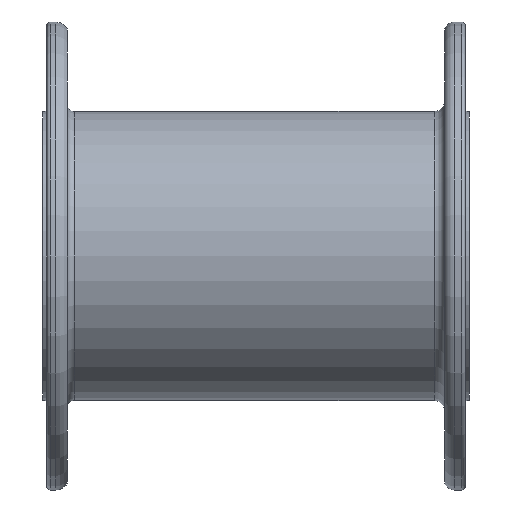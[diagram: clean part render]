
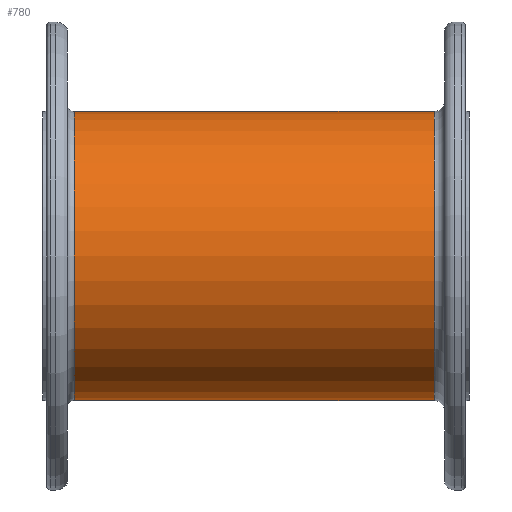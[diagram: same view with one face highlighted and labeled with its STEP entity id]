
A CAD part, front view. The second image highlights one B-rep face of the part: STEP entity #780.
In plain terms, the highlighted cylindrical face has radius 21 mm (diameter 42 mm), a full revolution.
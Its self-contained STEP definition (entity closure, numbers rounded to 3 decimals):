
#69=FACE_OUTER_BOUND('',#113,.T.);
#113=EDGE_LOOP('',(#580,#581,#582,#583,#584,#585));
#159=LINE('',#1252,#218);
#218=VECTOR('',#1010,21.);
#298=CIRCLE('',#861,21.);
#299=CIRCLE('',#862,21.);
#301=CIRCLE('',#865,21.);
#302=CIRCLE('',#866,21.);
#351=VERTEX_POINT('',#1244);
#352=VERTEX_POINT('',#1246);
#353=VERTEX_POINT('',#1251);
#354=VERTEX_POINT('',#1253);
#438=EDGE_CURVE('',#351,#352,#298,.T.);
#439=EDGE_CURVE('',#352,#351,#299,.T.);
#441=EDGE_CURVE('',#352,#353,#159,.T.);
#442=EDGE_CURVE('',#354,#353,#301,.T.);
#443=EDGE_CURVE('',#353,#354,#302,.T.);
#580=ORIENTED_EDGE('',*,*,#439,.F.);
#581=ORIENTED_EDGE('',*,*,#441,.T.);
#582=ORIENTED_EDGE('',*,*,#442,.F.);
#583=ORIENTED_EDGE('',*,*,#443,.F.);
#584=ORIENTED_EDGE('',*,*,#441,.F.);
#585=ORIENTED_EDGE('',*,*,#438,.F.);
#761=CYLINDRICAL_SURFACE('',#864,21.);
#780=ADVANCED_FACE('',(#69),#761,.T.);
#861=AXIS2_PLACEMENT_3D('',#1247,#1002,#1003);
#862=AXIS2_PLACEMENT_3D('',#1248,#1004,#1005);
#864=AXIS2_PLACEMENT_3D('',#1250,#1008,#1009);
#865=AXIS2_PLACEMENT_3D('',#1254,#1011,#1012);
#866=AXIS2_PLACEMENT_3D('',#1255,#1013,#1014);
#1002=DIRECTION('center_axis',(1.,0.,0.));
#1003=DIRECTION('ref_axis',(0.,0.,-1.));
#1004=DIRECTION('center_axis',(1.,0.,0.));
#1005=DIRECTION('ref_axis',(0.,0.,-1.));
#1008=DIRECTION('center_axis',(1.,0.,0.));
#1009=DIRECTION('ref_axis',(0.,0.,-1.));
#1010=DIRECTION('',(-1.,0.,0.));
#1011=DIRECTION('center_axis',(-1.,0.,0.));
#1012=DIRECTION('ref_axis',(0.,0.,-1.));
#1013=DIRECTION('center_axis',(-1.,0.,0.));
#1014=DIRECTION('ref_axis',(0.,0.,-1.));
#1244=CARTESIAN_POINT('',(55.9,0.,-21.));
#1246=CARTESIAN_POINT('',(55.9,0.,21.));
#1247=CARTESIAN_POINT('Origin',(55.9,0.,0.));
#1248=CARTESIAN_POINT('Origin',(55.9,0.,0.));
#1250=CARTESIAN_POINT('Origin',(0.,0.,0.));
#1251=CARTESIAN_POINT('',(3.6,0.,21.));
#1252=CARTESIAN_POINT('',(0.,0.,21.));
#1253=CARTESIAN_POINT('',(3.6,0.,-21.));
#1254=CARTESIAN_POINT('Origin',(3.6,0.,0.));
#1255=CARTESIAN_POINT('Origin',(3.6,0.,0.));
